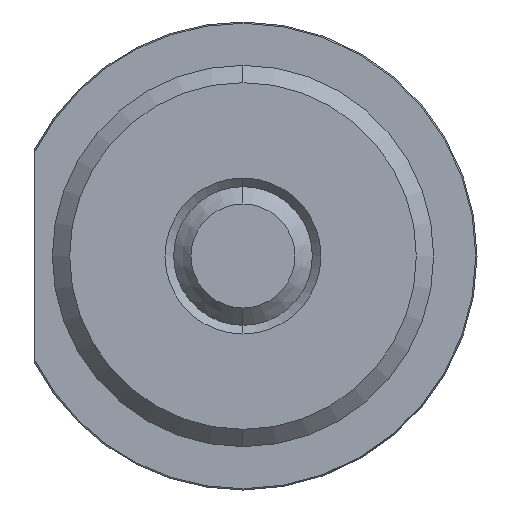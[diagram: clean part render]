
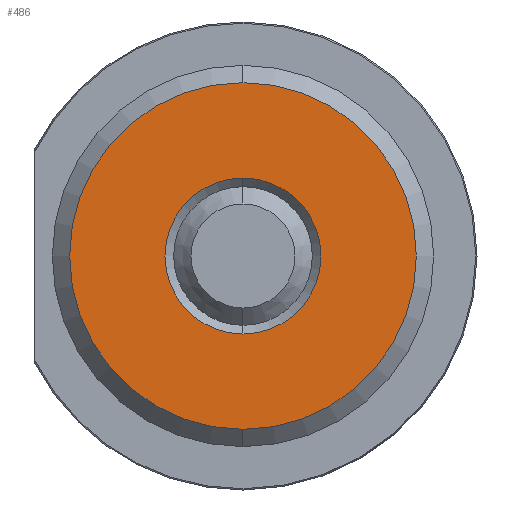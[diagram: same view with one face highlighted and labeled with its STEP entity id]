
A CAD part, left-side view. The second image highlights one B-rep face of the part: STEP entity #486.
In plain terms, the highlighted planar face has unit normal (-1, 0, 0).
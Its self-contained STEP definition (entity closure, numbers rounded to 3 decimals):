
#9 = CIRCLE ( 'NONE', #254, 10. ) ;
#103 = EDGE_CURVE ( 'NONE', #1775, #1766, #9, .T. ) ;
#105 = EDGE_CURVE ( 'NONE', #1552, #1554, #2950, .T. ) ;
#144 = EDGE_CURVE ( 'NONE', #1766, #1775, #883, .T. ) ;
#188 = EDGE_CURVE ( 'NONE', #1554, #1552, #1252, .T. ) ;
#254 = AXIS2_PLACEMENT_3D ( 'NONE', #1422, #1420, #1418 ) ;
#257 = AXIS2_PLACEMENT_3D ( 'NONE', #1414, #1413, #1412 ) ;
#279 = AXIS2_PLACEMENT_3D ( 'NONE', #1261, #1288, #1287 ) ;
#300 = AXIS2_PLACEMENT_3D ( 'NONE', #2009, #2013, #2014 ) ;
#353 = AXIS2_PLACEMENT_3D ( 'NONE', #2333, #2335, #2336 ) ;
#486 = ADVANCED_FACE ( 'NONE', ( #1047, #1052 ), #2334, .F. ) ;
#603 = EDGE_LOOP ( 'NONE', ( #1850, #1873 ) ) ;
#616 = EDGE_LOOP ( 'NONE', ( #1876, #1870 ) ) ;
#883 = CIRCLE ( 'NONE', #279, 10. ) ;
#1047 = FACE_BOUND ( 'NONE', #603, .T. ) ;
#1052 = FACE_OUTER_BOUND ( 'NONE', #616, .T. ) ;
#1252 = CIRCLE ( 'NONE', #300, 4.5 ) ;
#1261 = CARTESIAN_POINT ( 'NONE',  ( 0., 0., 0. ) ) ;
#1287 = DIRECTION ( 'NONE',  ( 0., 0., -1. ) ) ;
#1288 = DIRECTION ( 'NONE',  ( -1., 0., 0. ) ) ;
#1412 = DIRECTION ( 'NONE',  ( 0., 0., -1. ) ) ;
#1413 = DIRECTION ( 'NONE',  ( 1., 0., 0. ) ) ;
#1414 = CARTESIAN_POINT ( 'NONE',  ( 0., 0., 0. ) ) ;
#1418 = DIRECTION ( 'NONE',  ( 0., 0., -1. ) ) ;
#1420 = DIRECTION ( 'NONE',  ( -1., 0., 0. ) ) ;
#1422 = CARTESIAN_POINT ( 'NONE',  ( 0., 0., 0. ) ) ;
#1552 = VERTEX_POINT ( 'NONE', #2684 ) ;
#1554 = VERTEX_POINT ( 'NONE', #2685 ) ;
#1766 = VERTEX_POINT ( 'NONE', #2740 ) ;
#1775 = VERTEX_POINT ( 'NONE', #2749 ) ;
#1850 = ORIENTED_EDGE ( 'NONE', *, *, #188, .T. ) ;
#1870 = ORIENTED_EDGE ( 'NONE', *, *, #144, .T. ) ;
#1873 = ORIENTED_EDGE ( 'NONE', *, *, #105, .T. ) ;
#1876 = ORIENTED_EDGE ( 'NONE', *, *, #103, .T. ) ;
#2009 = CARTESIAN_POINT ( 'NONE',  ( 0., 0., 0. ) ) ;
#2013 = DIRECTION ( 'NONE',  ( 1., 0., 0. ) ) ;
#2014 = DIRECTION ( 'NONE',  ( 0., 0., -1. ) ) ;
#2333 = CARTESIAN_POINT ( 'NONE',  ( 0., 4., 0. ) ) ;
#2334 = PLANE ( 'NONE',  #353 ) ;
#2335 = DIRECTION ( 'NONE',  ( 1., 0., 0. ) ) ;
#2336 = DIRECTION ( 'NONE',  ( 0., 0., -1. ) ) ;
#2684 = CARTESIAN_POINT ( 'NONE',  ( 0., 0., -4.5 ) ) ;
#2685 = CARTESIAN_POINT ( 'NONE',  ( 0., 0., 4.5 ) ) ;
#2740 = CARTESIAN_POINT ( 'NONE',  ( 0., 0., 10. ) ) ;
#2749 = CARTESIAN_POINT ( 'NONE',  ( 0., 0., -10. ) ) ;
#2950 = CIRCLE ( 'NONE', #257, 4.5 ) ;
